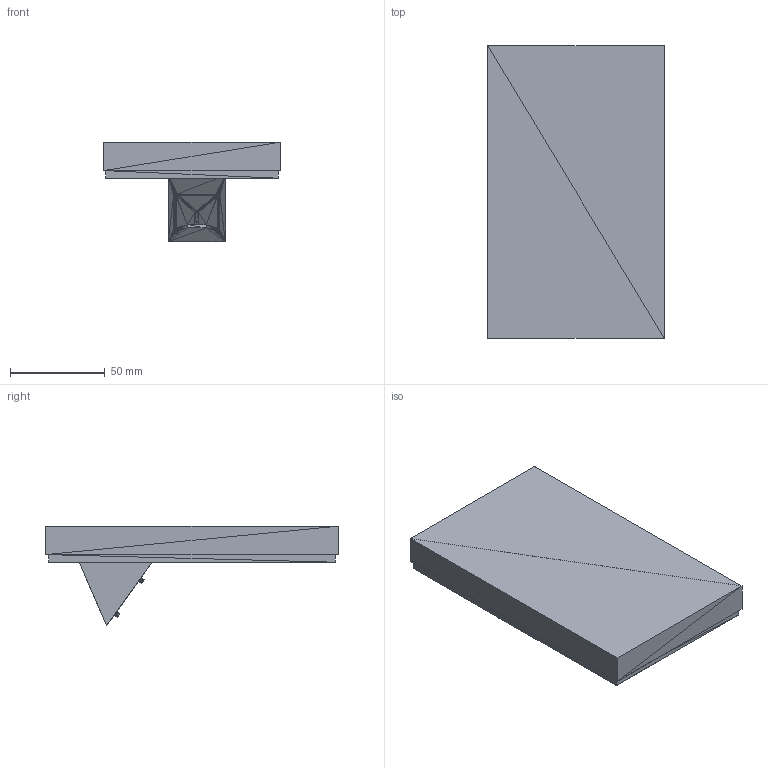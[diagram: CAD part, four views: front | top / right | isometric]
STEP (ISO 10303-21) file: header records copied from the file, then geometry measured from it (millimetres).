
FILE_DESCRIPTION(/* description */ (''),/* implementation_level */ '2;1');
FILE_NAME(/* name */ 'keypad v12.step',/* time_stamp */ '2024-10-23T00:13:14+05:30',/* author */ (''),/* organization */ (''),/* preprocessor_version */ 'ST-DEVELOPER v20',/* originating_system */ 'Autodesk Translation Framework v13.20.0.188',/* authorisation */ '');
FILE_SCHEMA (('AUTOMOTIVE_DESIGN { 1 0 10303 214 3 1 1 }'));
Products named in the file (2): keypad; assembly
Assembly tree (1 placements, depth 2):
  keypad
    assembly
Bounding box: 93.05 x 154.15 x 52.5 mm (x, y, z)
Volume: 134143.3 mm3; surface area: 72171 mm2
Topology: 4 solids, 4 shells, 3974 faces, 5961 edges, 1965 vertices
Faces by surface type: plane 3974
Entity records: 77652 total; most frequent: DIRECTION 13915, ORIENTED_EDGE 11922, CARTESIAN_POINT 11903, LINE 5961, VECTOR 5961, EDGE_CURVE 5961, AXIS2_PLACEMENT_3D 3977, FACE_OUTER_BOUND 3974
